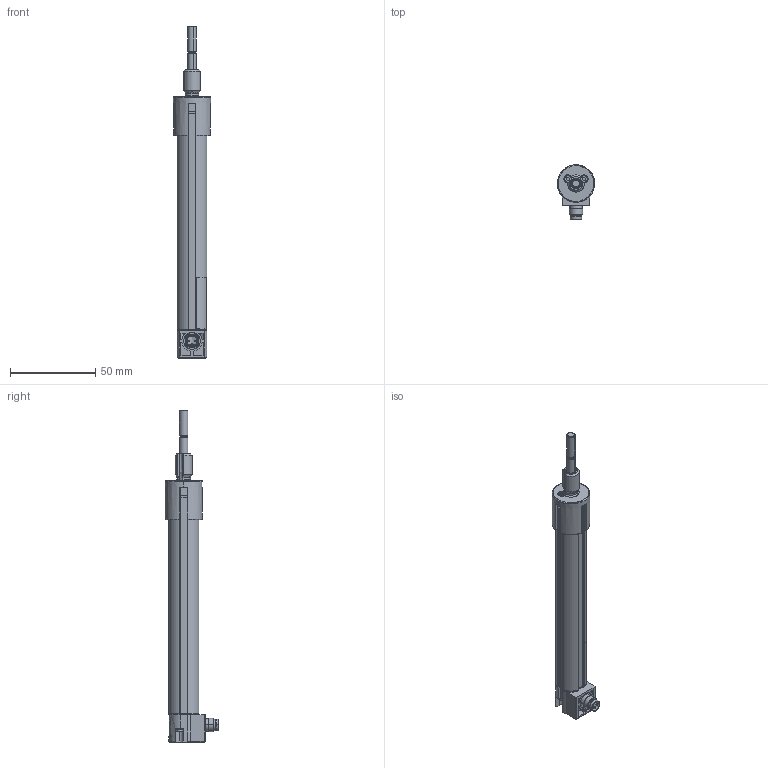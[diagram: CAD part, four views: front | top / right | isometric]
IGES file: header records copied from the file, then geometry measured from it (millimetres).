
Start section: SolidWorks IGES file using analytic representation for surfaces
Global section: file name: TEX-0100-418-002-101_retracted.IGS; native system: SolidWorks 2013; preprocessor: SolidWorks 2013; author: widmaier; date: 140711.103857; units: millimetre
Bounding box: 22 x 31.7 x 195 mm (x, y, z)
Surface area: 18045.9 mm2 (no closed solid volume)
Topology: 0 solids, 0 shells, 483 faces, 4849 edges, 4844 vertices
Faces by surface type: bspline 280, revolution 203
